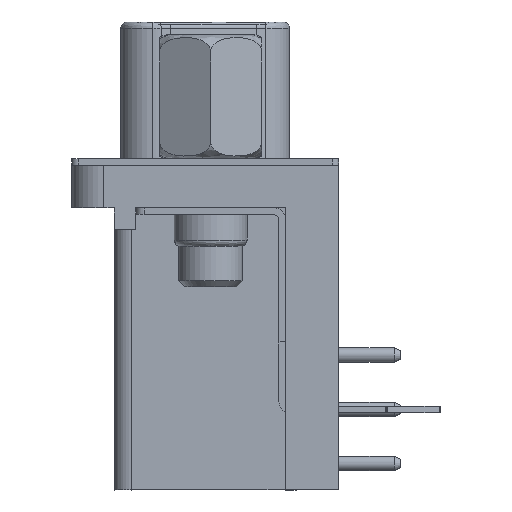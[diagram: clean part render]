
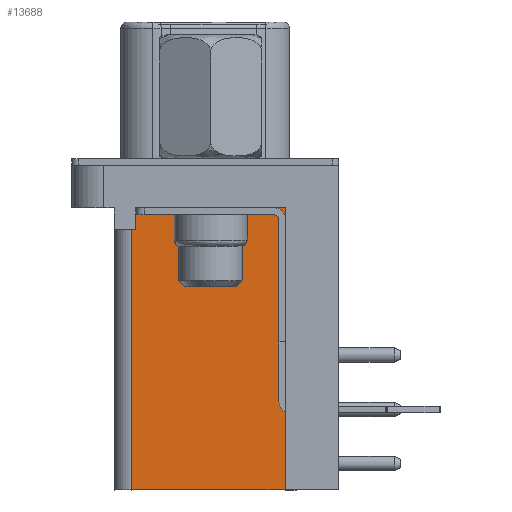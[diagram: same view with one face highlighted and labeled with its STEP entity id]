
A CAD part, left-side view. The second image highlights one B-rep face of the part: STEP entity #13688.
In plain terms, the highlighted planar face has unit normal (-1, 0, 0).
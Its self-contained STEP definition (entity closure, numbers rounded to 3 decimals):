
#74 = DIRECTION ( 'NONE',  ( 0., -1., 0. ) ) ;
#248 = EDGE_CURVE ( 'NONE', #2719, #1792, #12001, .T. ) ;
#490 = DIRECTION ( 'NONE',  ( 0., 0., 1. ) ) ;
#647 = VERTEX_POINT ( 'NONE', #6837 ) ;
#743 = LINE ( 'NONE', #13687, #5585 ) ;
#899 = CARTESIAN_POINT ( 'NONE',  ( -9.4, 12.5, -8.6 ) ) ;
#970 = LINE ( 'NONE', #8433, #4120 ) ;
#1068 = LINE ( 'NONE', #1203, #13094 ) ;
#1203 = CARTESIAN_POINT ( 'NONE',  ( -9.4, 12.5, -21.8 ) ) ;
#1311 = ORIENTED_EDGE ( 'NONE', *, *, #2620, .T. ) ;
#1449 = CARTESIAN_POINT ( 'NONE',  ( -9.4, 9.5, 2.62 ) ) ;
#1792 = VERTEX_POINT ( 'NONE', #7379 ) ;
#1798 = EDGE_CURVE ( 'NONE', #647, #2665, #11835, .T. ) ;
#1892 = EDGE_CURVE ( 'NONE', #3576, #3081, #743, .T. ) ;
#1941 = VECTOR ( 'NONE', #7283, 1000. ) ;
#2100 = EDGE_CURVE ( 'NONE', #1792, #3081, #7070, .T. ) ;
#2557 = EDGE_CURVE ( 'NONE', #5224, #4783, #13846, .T. ) ;
#2620 = EDGE_CURVE ( 'NONE', #5224, #2665, #1068, .T. ) ;
#2665 = VERTEX_POINT ( 'NONE', #4877 ) ;
#2671 = CARTESIAN_POINT ( 'NONE',  ( -9.4, 2., 2.62 ) ) ;
#2719 = VERTEX_POINT ( 'NONE', #12230 ) ;
#3081 = VERTEX_POINT ( 'NONE', #15534 ) ;
#3382 = ORIENTED_EDGE ( 'NONE', *, *, #2100, .F. ) ;
#3408 = AXIS2_PLACEMENT_3D ( 'NONE', #11548, #4329, #12766 ) ;
#3529 = DIRECTION ( 'NONE',  ( 0., 0., 1. ) ) ;
#3576 = VERTEX_POINT ( 'NONE', #9329 ) ;
#3884 = VECTOR ( 'NONE', #8059, 1000. ) ;
#4120 = VECTOR ( 'NONE', #74, 1000. ) ;
#4130 = EDGE_LOOP ( 'NONE', ( #14891, #1311, #7016, #12645, #11021, #3382, #4581, #10694 ) ) ;
#4329 = DIRECTION ( 'NONE',  ( 1., 0., 0. ) ) ;
#4581 = ORIENTED_EDGE ( 'NONE', *, *, #248, .F. ) ;
#4783 = VERTEX_POINT ( 'NONE', #6202 ) ;
#4877 = CARTESIAN_POINT ( 'NONE',  ( -9.4, 2., -21.8 ) ) ;
#5116 = LINE ( 'NONE', #9671, #1941 ) ;
#5224 = VERTEX_POINT ( 'NONE', #8766 ) ;
#5585 = VECTOR ( 'NONE', #490, 1000. ) ;
#6202 = CARTESIAN_POINT ( 'NONE',  ( -9.4, 9.7, -9.6 ) ) ;
#6629 = PLANE ( 'NONE',  #3408 ) ;
#6837 = CARTESIAN_POINT ( 'NONE',  ( -9.4, 2., -20.937 ) ) ;
#7016 = ORIENTED_EDGE ( 'NONE', *, *, #1798, .F. ) ;
#7070 = LINE ( 'NONE', #899, #3884 ) ;
#7096 = CARTESIAN_POINT ( 'NONE',  ( -9.4, 9.7, 2.62 ) ) ;
#7283 = DIRECTION ( 'NONE',  ( 0., -1., 0. ) ) ;
#7379 = CARTESIAN_POINT ( 'NONE',  ( -9.4, 9.5, -8.6 ) ) ;
#8059 = DIRECTION ( 'NONE',  ( 0., -1., 0. ) ) ;
#8370 = DIRECTION ( 'NONE',  ( 0., -1., 0. ) ) ;
#8433 = CARTESIAN_POINT ( 'NONE',  ( -9.4, 9.5, -20.937 ) ) ;
#8766 = CARTESIAN_POINT ( 'NONE',  ( -9.4, 9.7, -21.8 ) ) ;
#9329 = CARTESIAN_POINT ( 'NONE',  ( -9.4, 2.5, -20.937 ) ) ;
#9671 = CARTESIAN_POINT ( 'NONE',  ( -9.4, 12.5, -9.6 ) ) ;
#9746 = VECTOR ( 'NONE', #11077, 1000. ) ;
#9844 = DIRECTION ( 'NONE',  ( 0., 0., 1. ) ) ;
#10694 = ORIENTED_EDGE ( 'NONE', *, *, #10793, .F. ) ;
#10793 = EDGE_CURVE ( 'NONE', #4783, #2719, #5116, .T. ) ;
#11021 = ORIENTED_EDGE ( 'NONE', *, *, #1892, .T. ) ;
#11077 = DIRECTION ( 'NONE',  ( 0., 0., -1. ) ) ;
#11548 = CARTESIAN_POINT ( 'NONE',  ( -9.4, 9.5, 2.62 ) ) ;
#11627 = VECTOR ( 'NONE', #9844, 1000. ) ;
#11835 = LINE ( 'NONE', #2671, #9746 ) ;
#12001 = LINE ( 'NONE', #1449, #11627 ) ;
#12230 = CARTESIAN_POINT ( 'NONE',  ( -9.4, 9.5, -9.6 ) ) ;
#12645 = ORIENTED_EDGE ( 'NONE', *, *, #13300, .F. ) ;
#12766 = DIRECTION ( 'NONE',  ( 0., 1., 0. ) ) ;
#13094 = VECTOR ( 'NONE', #8370, 1000. ) ;
#13300 = EDGE_CURVE ( 'NONE', #3576, #647, #970, .T. ) ;
#13473 = VECTOR ( 'NONE', #3529, 1000. ) ;
#13687 = CARTESIAN_POINT ( 'NONE',  ( -9.4, 2.5, 2.62 ) ) ;
#13688 = ADVANCED_FACE ( 'NONE', ( #13913 ), #6629, .F. ) ;
#13846 = LINE ( 'NONE', #7096, #13473 ) ;
#13913 = FACE_OUTER_BOUND ( 'NONE', #4130, .T. ) ;
#14891 = ORIENTED_EDGE ( 'NONE', *, *, #2557, .F. ) ;
#15534 = CARTESIAN_POINT ( 'NONE',  ( -9.4, 2.5, -8.6 ) ) ;
